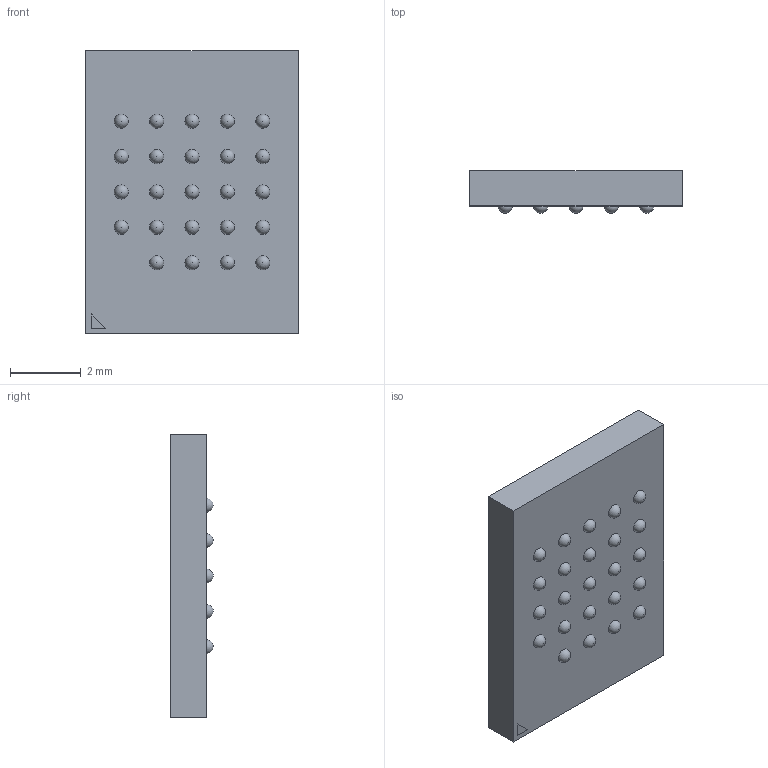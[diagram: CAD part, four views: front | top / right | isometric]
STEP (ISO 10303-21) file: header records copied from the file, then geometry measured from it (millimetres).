
FILE_DESCRIPTION (( 'STEP AP214' ), '1' );
FILE_NAME ('S25FL512SAGBHVA10.STEP', '2022-05-18T18:02:13', ( '' ), ( '' ), 'SwSTEP 2.0', 'SolidWorks 2017', '' );
FILE_SCHEMA (( 'AUTOMOTIVE_DESIGN' ));
Length unit declared in the file: millimetre
Products named in the file (1): S25FL512SAGBHVA10
Bounding box: 6 x 1.2 x 8 mm (x, y, z)
Volume: 48.4 mm3; surface area: 134.1 mm2
Topology: 27 solids, 27 shells, 70 faces, 138 edges, 100 vertices
Faces by surface type: plane 42, sphere 24, cylinder 4
Entity records: 1782 total; most frequent: DIRECTION 288, CARTESIAN_POINT 237, ORIENTED_EDGE 180, AXIS2_PLACEMENT_3D 127, EDGE_CURVE 90, VERTEX_POINT 76, EDGE_LOOP 72, ADVANCED_FACE 70
